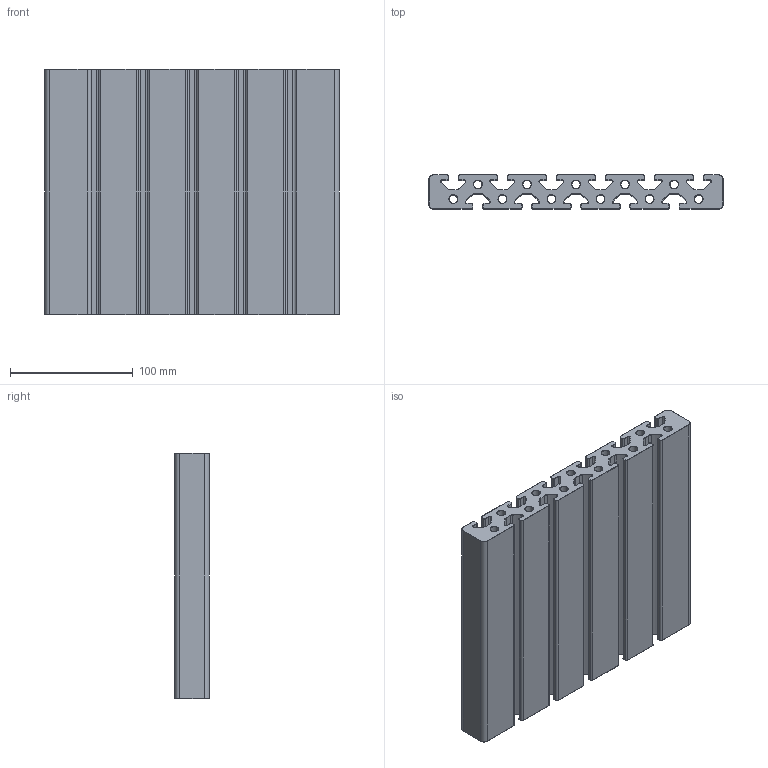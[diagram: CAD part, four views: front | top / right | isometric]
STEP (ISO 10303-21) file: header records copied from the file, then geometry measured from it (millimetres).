
FILE_DESCRIPTION(/* description */ (''),/* implementation_level */ '2;1');
FILE_NAME(/* name */ '1029622.stp',/* time_stamp */ '2025-01-28T11:48:53+01:00',/* author */ ('Bo'),/* organization */ (''),/* preprocessor_version */ 'ST-DEVELOPER v20',/* originating_system */ 'Autodesk Inventor 2025',/* authorisation */ '');
FILE_SCHEMA (('AUTOMOTIVE_DESIGN { 1 0 10303 214 3 1 1 }'));
Length unit declared in the file: inch
Products named in the file (1): 1029622
Bounding box: 240 x 28 x 200 mm (x, y, z)
Volume: 919747.4 mm3; surface area: 244959.1 mm2
Topology: 1 solids, 1 shells, 587 faces, 1376 edges, 791 vertices
Faces by surface type: cylinder 265, torus 250, plane 72
Full cylindrical faces by diameter (mm): 6.8 x11
Entity records: 16928 total; most frequent: DIRECTION 3453, CARTESIAN_POINT 2755, ORIENTED_EDGE 2752, AXIS2_PLACEMENT_3D 1489, EDGE_CURVE 1376, CIRCLE 901, VERTEX_POINT 791, EDGE_LOOP 609
